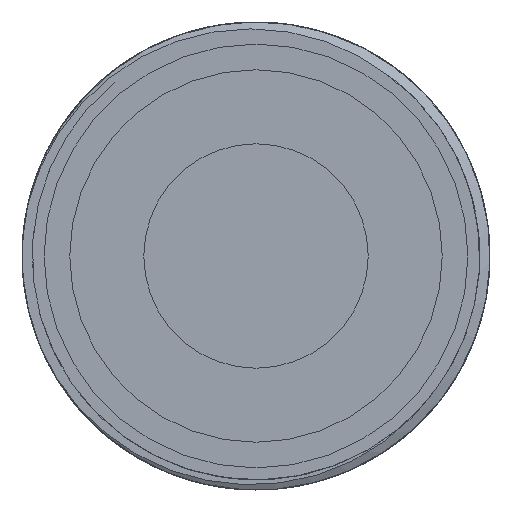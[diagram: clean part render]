
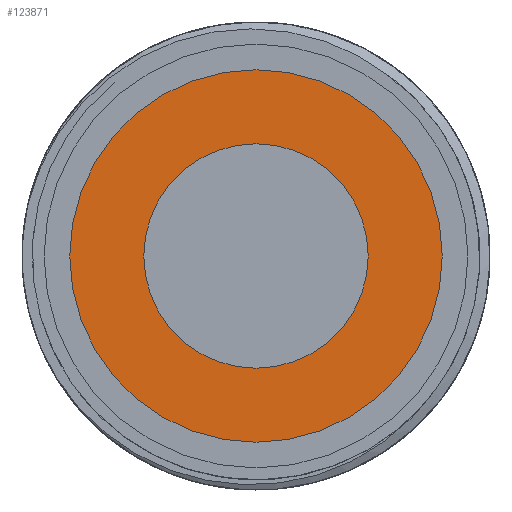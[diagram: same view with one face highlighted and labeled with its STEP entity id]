
A CAD part, left-side view. The second image highlights one B-rep face of the part: STEP entity #123871.
In plain terms, the highlighted planar face has unit normal (-1, 0, 0).
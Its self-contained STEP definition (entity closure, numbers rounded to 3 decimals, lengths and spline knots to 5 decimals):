
#1059 = CARTESIAN_POINT ( 'NONE',  ( 0., 0., 0. ) ) ;
#5368 = AXIS2_PLACEMENT_3D ( 'NONE', #53258, #31142, #128714 ) ;
#7124 = FACE_OUTER_BOUND ( 'NONE', #12923, .T. ) ;
#7404 = AXIS2_PLACEMENT_3D ( 'NONE', #94995, #139292, #52529 ) ;
#12923 = EDGE_LOOP ( 'NONE', ( #129529 ) ) ;
#18951 = EDGE_CURVE ( 'NONE', #119995, #119995, #56325, .T. ) ;
#20379 = VERTEX_POINT ( 'NONE', #40453 ) ;
#31142 = DIRECTION ( 'NONE',  ( 1., 0., 0. ) ) ;
#31752 = EDGE_CURVE ( 'NONE', #20379, #20379, #138826, .T. ) ;
#40453 = CARTESIAN_POINT ( 'NONE',  ( 0., 0., 0.094 ) ) ;
#51878 = PLANE ( 'NONE',  #5368 ) ;
#52529 = DIRECTION ( 'NONE',  ( 0., 0., 1. ) ) ;
#53258 = CARTESIAN_POINT ( 'NONE',  ( 0., 0., 0. ) ) ;
#56325 = CIRCLE ( 'NONE', #131370, 0.156 ) ;
#60063 = EDGE_LOOP ( 'NONE', ( #101393 ) ) ;
#61680 = CARTESIAN_POINT ( 'NONE',  ( 0., 0., -0.156 ) ) ;
#65642 = DIRECTION ( 'NONE',  ( 0., 0., -1. ) ) ;
#83019 = FACE_BOUND ( 'NONE', #60063, .T. ) ;
#94995 = CARTESIAN_POINT ( 'NONE',  ( 0., 0., 0. ) ) ;
#101393 = ORIENTED_EDGE ( 'NONE', *, *, #31752, .F. ) ;
#119995 = VERTEX_POINT ( 'NONE', #61680 ) ;
#120338 = DIRECTION ( 'NONE',  ( 1., 0., 0. ) ) ;
#123871 = ADVANCED_FACE ( 'NONE', ( #83019, #7124 ), #51878, .F. ) ;
#128714 = DIRECTION ( 'NONE',  ( 0., 0., -1. ) ) ;
#129529 = ORIENTED_EDGE ( 'NONE', *, *, #18951, .F. ) ;
#131370 = AXIS2_PLACEMENT_3D ( 'NONE', #1059, #120338, #65642 ) ;
#138826 = CIRCLE ( 'NONE', #7404, 0.094 ) ;
#139292 = DIRECTION ( 'NONE',  ( -1., 0., 0. ) ) ;
